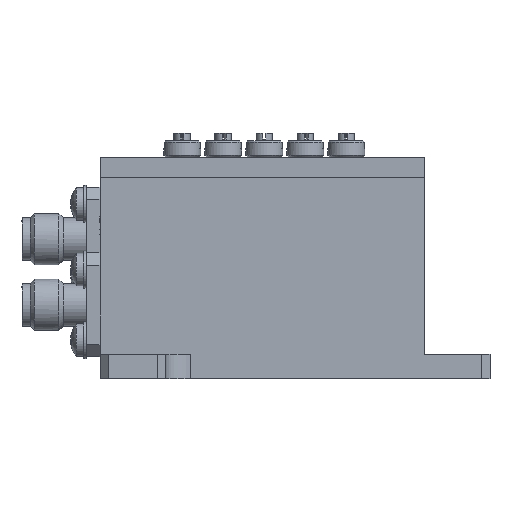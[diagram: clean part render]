
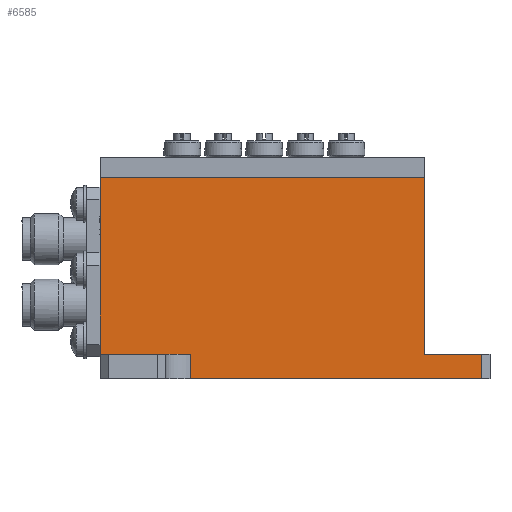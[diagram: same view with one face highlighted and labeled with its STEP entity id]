
A CAD part, front view. The second image highlights one B-rep face of the part: STEP entity #6585.
In plain terms, the highlighted planar face has unit normal (0, -1, 0).
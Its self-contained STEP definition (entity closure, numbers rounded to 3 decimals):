
#6585=ADVANCED_FACE('',(#27277),#27279,.F.);
#27277=FACE_BOUND('',#27278,.T.);
#27278=EDGE_LOOP('',(#50340,#50341,#50342,#50343,#50344,#50345,#50346,#50347));
#27279=PLANE('',#27280);
#27280=AXIS2_PLACEMENT_3D('',#27281,#27282,#27283);
#27281=CARTESIAN_POINT('',(-20.,-31.,22.));
#27282=DIRECTION('',(0.,1.,0.));
#27283=DIRECTION('',(0.,-0.,1.));
#50340=ORIENTED_EDGE('',*,*,#61016,.T.);
#50341=ORIENTED_EDGE('',*,*,#61017,.T.);
#50342=ORIENTED_EDGE('',*,*,#61018,.F.);
#50343=ORIENTED_EDGE('',*,*,#61019,.F.);
#50344=ORIENTED_EDGE('',*,*,#61020,.T.);
#50345=ORIENTED_EDGE('',*,*,#60382,.F.);
#50346=ORIENTED_EDGE('',*,*,#61021,.F.);
#50347=ORIENTED_EDGE('',*,*,#60771,.T.);
#60382=EDGE_CURVE('',#67730,#67717,#67732,.T.);
#60771=EDGE_CURVE('',#68509,#68507,#68510,.T.);
#61016=EDGE_CURVE('',#68507,#68996,#68997,.T.);
#61017=EDGE_CURVE('',#68996,#68998,#68999,.T.);
#61018=EDGE_CURVE('',#69000,#68998,#69001,.T.);
#61019=EDGE_CURVE('',#69002,#69000,#69003,.T.);
#61020=EDGE_CURVE('',#69002,#67717,#69004,.T.);
#61021=EDGE_CURVE('',#68509,#67730,#69005,.T.);
#67717=VERTEX_POINT('',#87408);
#67730=VERTEX_POINT('',#87433);
#67732=LINE('',#87437,#87438);
#68507=VERTEX_POINT('',#96392);
#68509=VERTEX_POINT('',#96396);
#68510=LINE('',#96397,#96398);
#68996=VERTEX_POINT('',#100537);
#68997=LINE('',#100538,#100539);
#68998=VERTEX_POINT('',#100541);
#68999=LINE('',#100542,#100543);
#69000=VERTEX_POINT('',#100545);
#69001=LINE('',#100546,#100547);
#69002=VERTEX_POINT('',#100549);
#69003=LINE('',#100550,#100551);
#69004=LINE('',#100553,#100554);
#69005=LINE('',#100556,#100557);
#87408=CARTESIAN_POINT('',(19.5,-31.,0.5));
#87433=CARTESIAN_POINT('',(19.5,-31.,22.));
#87437=CARTESIAN_POINT('',(19.5,-31.,22.));
#87438=VECTOR('',#87439,1.);
#87439=DIRECTION('',(0.,0.,-1.));
#96392=CARTESIAN_POINT('',(-20.,-31.,0.5));
#96396=CARTESIAN_POINT('',(-20.,-31.,22.));
#96397=CARTESIAN_POINT('',(-20.,-31.,22.));
#96398=VECTOR('',#96399,1.);
#96399=DIRECTION('',(0.,0.,-1.));
#100537=CARTESIAN_POINT('',(-9.,-31.,0.5));
#100538=CARTESIAN_POINT('',(-20.,-31.,0.5));
#100539=VECTOR('',#100540,1.);
#100540=DIRECTION('',(1.,0.,0.));
#100541=CARTESIAN_POINT('',(-9.,-31.,-2.5));
#100542=CARTESIAN_POINT('',(-9.,-31.,0.5));
#100543=VECTOR('',#100544,1.);
#100544=DIRECTION('',(0.,0.,-1.));
#100545=CARTESIAN_POINT('',(26.5,-31.,-2.5));
#100546=CARTESIAN_POINT('',(26.5,-31.,-2.5));
#100547=VECTOR('',#100548,1.);
#100548=DIRECTION('',(-1.,0.,0.));
#100549=CARTESIAN_POINT('',(26.5,-31.,0.5));
#100550=CARTESIAN_POINT('',(26.5,-31.,0.5));
#100551=VECTOR('',#100552,1.);
#100552=DIRECTION('',(0.,0.,-1.));
#100553=CARTESIAN_POINT('',(26.5,-31.,0.5));
#100554=VECTOR('',#100555,1.);
#100555=DIRECTION('',(-1.,0.,0.));
#100556=CARTESIAN_POINT('',(-20.,-31.,22.));
#100557=VECTOR('',#100558,1.);
#100558=DIRECTION('',(1.,0.,0.));
